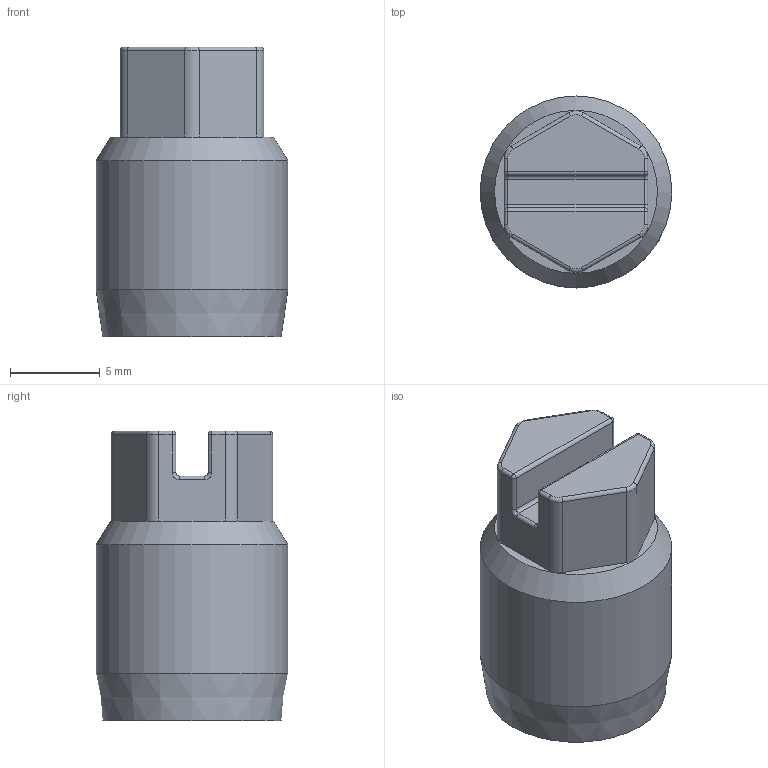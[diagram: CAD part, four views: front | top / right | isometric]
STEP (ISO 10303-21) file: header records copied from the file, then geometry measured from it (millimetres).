
FILE_DESCRIPTION(/* description */ (''),/* implementation_level */ '2;1');
FILE_NAME(/* name */ 'Flat v1.step',/* time_stamp */ '2025-03-30T11:42:59-07:00',/* author */ (''),/* organization */ (''),/* preprocessor_version */ 'ST-DEVELOPER v20.1',/* originating_system */ 'Autodesk Translation Framework v14.4.0.0',/* authorisation */ '');
FILE_SCHEMA (('AUTOMOTIVE_DESIGN { 1 0 10303 214 3 1 1 }'));
Length unit declared in the file: millimetre
Products named in the file (1): Flat
Bounding box: 10.66 x 10.66 x 16.11 mm (x, y, z)
Volume: 807.2 mm3; surface area: 907.4 mm2
Topology: 1 solids, 1 shells, 69 faces, 159 edges, 90 vertices
Faces by surface type: plane 26, cylinder 26, torus 10, sphere 4, cone 3
Full cylindrical faces by diameter (mm): 6.35 x1, 10.659 x1
Entity records: 1928 total; most frequent: DIRECTION 361, CARTESIAN_POINT 327, ORIENTED_EDGE 310, EDGE_CURVE 155, AXIS2_PLACEMENT_3D 142, VERTEX_POINT 90, LINE 77, VECTOR 77
